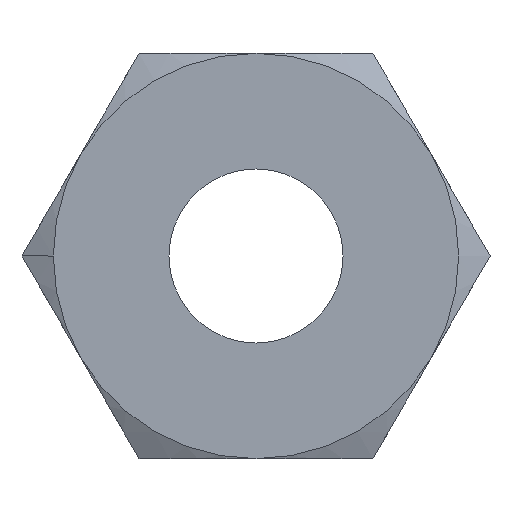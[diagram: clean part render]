
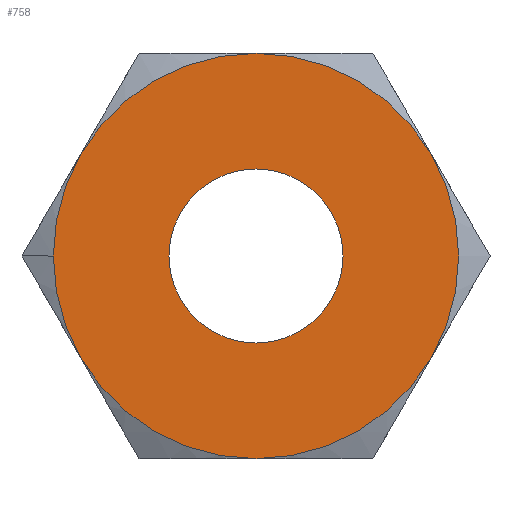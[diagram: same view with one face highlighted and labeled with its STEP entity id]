
A CAD part, front view. The second image highlights one B-rep face of the part: STEP entity #758.
In plain terms, the highlighted planar face has unit normal (0, -1, 0).
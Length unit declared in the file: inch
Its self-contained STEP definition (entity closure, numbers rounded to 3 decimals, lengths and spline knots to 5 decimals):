
#1 = EDGE_CURVE ( 'NONE', #469, #259, #456, .T. ) ;
#2 = CARTESIAN_POINT ( 'NONE',  ( 0., 0., 0. ) ) ;
#11 = CIRCLE ( 'NONE', #270, 0.1875 ) ;
#12 = FACE_BOUND ( 'NONE', #388, .T. ) ;
#23 = ORIENTED_EDGE ( 'NONE', *, *, #743, .T. ) ;
#44 = DIRECTION ( 'NONE',  ( 1., 0., 0. ) ) ;
#68 = AXIS2_PLACEMENT_3D ( 'NONE', #266, #814, #722 ) ;
#91 = EDGE_CURVE ( 'NONE', #259, #589, #269, .T. ) ;
#96 = CARTESIAN_POINT ( 'NONE',  ( 0., 0., 0. ) ) ;
#102 = AXIS2_PLACEMENT_3D ( 'NONE', #1138, #315, #1029 ) ;
#135 = ORIENTED_EDGE ( 'NONE', *, *, #1024, .T. ) ;
#146 = ORIENTED_EDGE ( 'NONE', *, *, #602, .T. ) ;
#156 = EDGE_CURVE ( 'NONE', #175, #891, #176, .T. ) ;
#175 = VERTEX_POINT ( 'NONE', #878 ) ;
#176 = CIRCLE ( 'NONE', #841, 0.08053 ) ;
#179 = DIRECTION ( 'NONE',  ( 0., -1., 0. ) ) ;
#191 = DIRECTION ( 'NONE',  ( 1., 0., 0. ) ) ;
#207 = VERTEX_POINT ( 'NONE', #703 ) ;
#219 = CARTESIAN_POINT ( 'NONE',  ( 0., 0., -0.1875 ) ) ;
#237 = CARTESIAN_POINT ( 'NONE',  ( 0., 0., 0. ) ) ;
#247 = DIRECTION ( 'NONE',  ( 0., -1., 0. ) ) ;
#259 = VERTEX_POINT ( 'NONE', #1150 ) ;
#266 = CARTESIAN_POINT ( 'NONE',  ( 0., 0., 0. ) ) ;
#269 = CIRCLE ( 'NONE', #1037, 0.1875 ) ;
#270 = AXIS2_PLACEMENT_3D ( 'NONE', #2, #1090, #466 ) ;
#272 = CIRCLE ( 'NONE', #326, 0.1875 ) ;
#300 = DIRECTION ( 'NONE',  ( 0., -1., 0. ) ) ;
#305 = CARTESIAN_POINT ( 'NONE',  ( 0., 0., 0. ) ) ;
#310 = AXIS2_PLACEMENT_3D ( 'NONE', #314, #519, #427 ) ;
#314 = CARTESIAN_POINT ( 'NONE',  ( 0., 0., 0. ) ) ;
#315 = DIRECTION ( 'NONE',  ( 0., 1., 0. ) ) ;
#326 = AXIS2_PLACEMENT_3D ( 'NONE', #1173, #179, #349 ) ;
#328 = ORIENTED_EDGE ( 'NONE', *, *, #91, .T. ) ;
#349 = DIRECTION ( 'NONE',  ( 1., 0., 0. ) ) ;
#354 = FACE_OUTER_BOUND ( 'NONE', #511, .T. ) ;
#361 = CARTESIAN_POINT ( 'NONE',  ( 0.16238, 0., -0.09375 ) ) ;
#364 = AXIS2_PLACEMENT_3D ( 'NONE', #237, #247, #615 ) ;
#385 = CARTESIAN_POINT ( 'NONE',  ( -0.16238, 0., 0.09375 ) ) ;
#388 = EDGE_LOOP ( 'NONE', ( #546, #869 ) ) ;
#393 = VERTEX_POINT ( 'NONE', #361 ) ;
#405 = CARTESIAN_POINT ( 'NONE',  ( 0., 0., 0. ) ) ;
#427 = DIRECTION ( 'NONE',  ( 1., 0., 0. ) ) ;
#432 = EDGE_CURVE ( 'NONE', #589, #792, #11, .T. ) ;
#456 = CIRCLE ( 'NONE', #880, 0.1875 ) ;
#465 = CARTESIAN_POINT ( 'NONE',  ( 0., 0., 0. ) ) ;
#466 = DIRECTION ( 'NONE',  ( 1., 0., 0. ) ) ;
#469 = VERTEX_POINT ( 'NONE', #385 ) ;
#511 = EDGE_LOOP ( 'NONE', ( #135, #146, #1064, #328, #836, #23, #700 ) ) ;
#519 = DIRECTION ( 'NONE',  ( 0., -1., 0. ) ) ;
#545 = EDGE_CURVE ( 'NONE', #891, #175, #995, .T. ) ;
#546 = ORIENTED_EDGE ( 'NONE', *, *, #545, .T. ) ;
#578 = AXIS2_PLACEMENT_3D ( 'NONE', #465, #833, #44 ) ;
#589 = VERTEX_POINT ( 'NONE', #888 ) ;
#602 = EDGE_CURVE ( 'NONE', #207, #469, #1039, .T. ) ;
#615 = DIRECTION ( 'NONE',  ( 1., 0., 0. ) ) ;
#662 = DIRECTION ( 'NONE',  ( 1., 0., 0. ) ) ;
#700 = ORIENTED_EDGE ( 'NONE', *, *, #825, .T. ) ;
#703 = CARTESIAN_POINT ( 'NONE',  ( 0., 0., 0.1875 ) ) ;
#722 = DIRECTION ( 'NONE',  ( 1., 0., 0. ) ) ;
#743 = EDGE_CURVE ( 'NONE', #792, #393, #272, .T. ) ;
#758 = ADVANCED_FACE ( 'NONE', ( #354, #12 ), #1099, .F. ) ;
#792 = VERTEX_POINT ( 'NONE', #219 ) ;
#814 = DIRECTION ( 'NONE',  ( 0., 1., 0. ) ) ;
#825 = EDGE_CURVE ( 'NONE', #393, #993, #1075, .T. ) ;
#833 = DIRECTION ( 'NONE',  ( 0., -1., 0. ) ) ;
#836 = ORIENTED_EDGE ( 'NONE', *, *, #432, .T. ) ;
#841 = AXIS2_PLACEMENT_3D ( 'NONE', #405, #947, #1045 ) ;
#869 = ORIENTED_EDGE ( 'NONE', *, *, #156, .T. ) ;
#878 = CARTESIAN_POINT ( 'NONE',  ( 0., 0., 0.08053 ) ) ;
#880 = AXIS2_PLACEMENT_3D ( 'NONE', #96, #923, #191 ) ;
#888 = CARTESIAN_POINT ( 'NONE',  ( -0.16238, 0., -0.09375 ) ) ;
#891 = VERTEX_POINT ( 'NONE', #1035 ) ;
#923 = DIRECTION ( 'NONE',  ( 0., -1., 0. ) ) ;
#947 = DIRECTION ( 'NONE',  ( 0., 1., 0. ) ) ;
#990 = CARTESIAN_POINT ( 'NONE',  ( 0.16238, 0., 0.09375 ) ) ;
#993 = VERTEX_POINT ( 'NONE', #990 ) ;
#995 = CIRCLE ( 'NONE', #102, 0.08053 ) ;
#1024 = EDGE_CURVE ( 'NONE', #993, #207, #1154, .T. ) ;
#1029 = DIRECTION ( 'NONE',  ( 0., 0., 1. ) ) ;
#1035 = CARTESIAN_POINT ( 'NONE',  ( 0., 0., -0.08053 ) ) ;
#1037 = AXIS2_PLACEMENT_3D ( 'NONE', #305, #300, #662 ) ;
#1039 = CIRCLE ( 'NONE', #364, 0.1875 ) ;
#1045 = DIRECTION ( 'NONE',  ( 0., 0., 1. ) ) ;
#1064 = ORIENTED_EDGE ( 'NONE', *, *, #1, .T. ) ;
#1075 = CIRCLE ( 'NONE', #578, 0.1875 ) ;
#1090 = DIRECTION ( 'NONE',  ( 0., -1., 0. ) ) ;
#1099 = PLANE ( 'NONE',  #68 ) ;
#1138 = CARTESIAN_POINT ( 'NONE',  ( 0., 0., 0. ) ) ;
#1150 = CARTESIAN_POINT ( 'NONE',  ( -0.1875, 0., 0. ) ) ;
#1154 = CIRCLE ( 'NONE', #310, 0.1875 ) ;
#1173 = CARTESIAN_POINT ( 'NONE',  ( 0., 0., 0. ) ) ;
